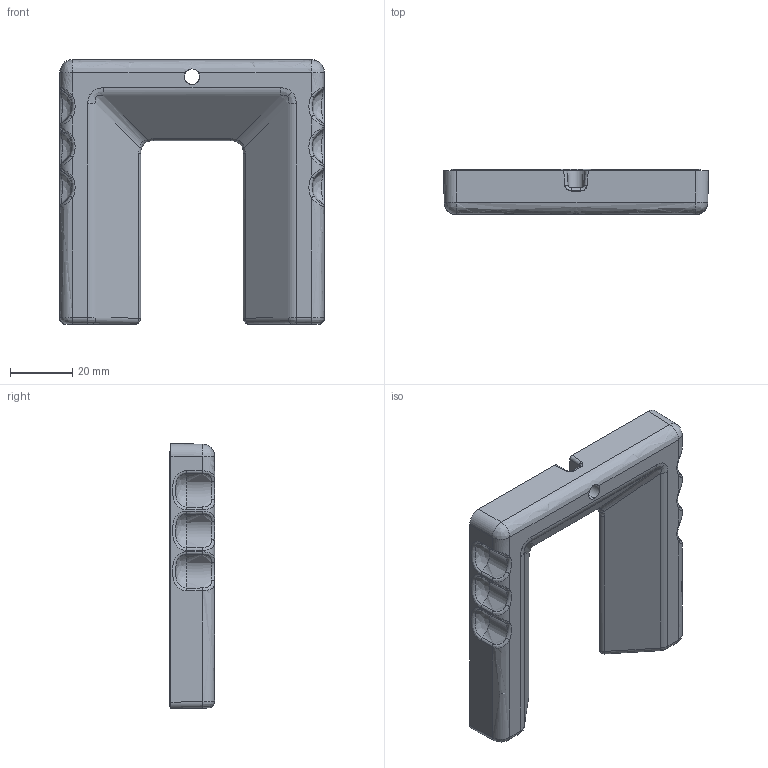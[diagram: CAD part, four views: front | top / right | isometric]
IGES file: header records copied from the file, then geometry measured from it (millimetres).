
Start section: ------------------------------------------------------------------------
Global section: file name: PC14.9588.TM_322_75_B_B_16655.igs; native system: spGate; preprocessor: ver16.7.1; author: Unknown; organization: Unknown; date: 200304.162647; units: millimetre
Bounding box: 85 x 14.5 x 85 mm (x, y, z)
Volume: 53224.6 mm3; surface area: 24432.7 mm2
Topology: 6 solids, 6 shells, 196 faces, 541 edges, 341 vertices
Faces by surface type: bspline 196
